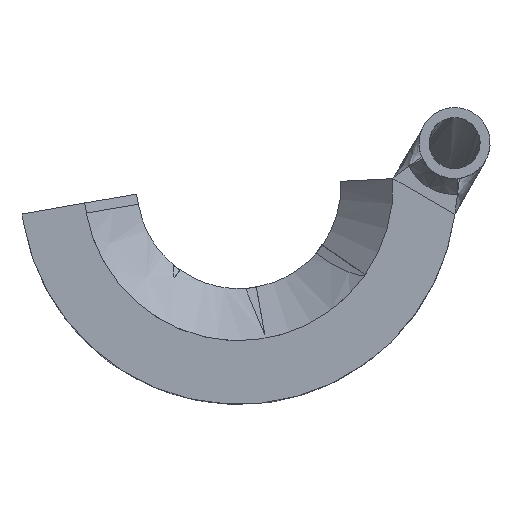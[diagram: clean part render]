
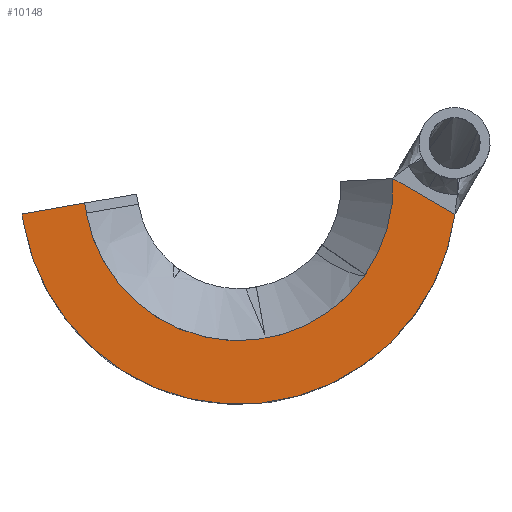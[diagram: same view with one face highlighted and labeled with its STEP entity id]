
A CAD part, top view. The second image highlights one B-rep face of the part: STEP entity #10148.
In plain terms, the highlighted planar face has unit normal (0, 0, 1).
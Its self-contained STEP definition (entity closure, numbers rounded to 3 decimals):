
#4450 = CYLINDRICAL_SURFACE('',#4451,15.117);
#4451 = AXIS2_PLACEMENT_3D('',#4452,#4453,#4454);
#4452 = CARTESIAN_POINT('',(-0.03,0.302,-10.));
#4453 = DIRECTION('',(0.,0.,1.));
#4454 = DIRECTION('',(-0.866,0.5,0.));
#4837 = CYLINDRICAL_SURFACE('',#4838,21.338);
#4838 = AXIS2_PLACEMENT_3D('',#4839,#4840,#4841);
#4839 = CARTESIAN_POINT('',(-0.03,0.302,-10.));
#4840 = DIRECTION('',(0.,0.,1.));
#4841 = DIRECTION('',(-0.866,0.5,0.));
#5845 = VERTEX_POINT('',#5846);
#5846 = CARTESIAN_POINT('',(15.069,1.054,-10.));
#5957 = VERTEX_POINT('',#5958);
#5958 = CARTESIAN_POINT('',(-14.917,-2.323,-10.));
#5972 = PLANE('',#5973);
#5973 = AXIS2_PLACEMENT_3D('',#5974,#5975,#5976);
#5974 = CARTESIAN_POINT('',(-14.917,-2.323,-19.));
#5975 = DIRECTION('',(0.985,0.174,0.));
#5976 = DIRECTION('',(0.,0.,1.));
#5984 = EDGE_CURVE('',#5845,#5957,#5985,.T.);
#5985 = SURFACE_CURVE('',#5986,(#5991,#5998),.PCURVE_S1.);
#5986 = CIRCLE('',#5987,15.117);
#5987 = AXIS2_PLACEMENT_3D('',#5988,#5989,#5990);
#5988 = CARTESIAN_POINT('',(-0.03,0.302,-10.));
#5989 = DIRECTION('',(0.,0.,-1.));
#5990 = DIRECTION('',(-0.866,0.5,0.));
#5991 = PCURVE('',#4450,#5992);
#5992 = DEFINITIONAL_REPRESENTATION('',(#5993),#5997);
#5993 = LINE('',#5994,#5995);
#5994 = CARTESIAN_POINT('',(-0.,0.));
#5995 = VECTOR('',#5996,1.);
#5996 = DIRECTION('',(-1.,0.));
#5997 = ( GEOMETRIC_REPRESENTATION_CONTEXT(2) 
PARAMETRIC_REPRESENTATION_CONTEXT() REPRESENTATION_CONTEXT('2D SPACE',''
  ) );
#5998 = PCURVE('',#5999,#6004);
#5999 = PLANE('',#6000);
#6000 = AXIS2_PLACEMENT_3D('',#6001,#6002,#6003);
#6001 = CARTESIAN_POINT('',(0.32,-10.139,-10.));
#6002 = DIRECTION('',(0.,0.,1.));
#6003 = DIRECTION('',(1.,0.,0.));
#6004 = DEFINITIONAL_REPRESENTATION('',(#6005),#6013);
#6005 = ( BOUNDED_CURVE() B_SPLINE_CURVE(2,(#6006,#6007,#6008,#6009,
#6010,#6011,#6012),.UNSPECIFIED.,.T.,.F.) B_SPLINE_CURVE_WITH_KNOTS((1,2
    ,2,2,2,1),(-2.094,0.,2.094,4.189,
6.283,8.378),.UNSPECIFIED.) CURVE() 
GEOMETRIC_REPRESENTATION_ITEM() RATIONAL_B_SPLINE_CURVE((1.,0.5,1.,0.5,
1.,0.5,1.)) REPRESENTATION_ITEM('') );
#6006 = CARTESIAN_POINT('',(-13.441,18.));
#6007 = CARTESIAN_POINT('',(-0.349,40.676));
#6008 = CARTESIAN_POINT('',(12.742,18.));
#6009 = CARTESIAN_POINT('',(25.834,-4.676));
#6010 = CARTESIAN_POINT('',(-0.349,-4.676));
#6011 = CARTESIAN_POINT('',(-26.533,-4.676));
#6012 = CARTESIAN_POINT('',(-13.441,18.));
#6013 = ( GEOMETRIC_REPRESENTATION_CONTEXT(2) 
PARAMETRIC_REPRESENTATION_CONTEXT() REPRESENTATION_CONTEXT('2D SPACE',''
  ) );
#7382 = VERTEX_POINT('',#7383);
#7383 = CARTESIAN_POINT('',(21.131,-2.446,-10.));
#7595 = VERTEX_POINT('',#7596);
#7596 = CARTESIAN_POINT('',(-21.044,-3.403,-10.));
#7610 = PLANE('',#7611);
#7611 = AXIS2_PLACEMENT_3D('',#7612,#7613,#7614);
#7612 = CARTESIAN_POINT('',(-21.044,-3.403,-10.));
#7613 = DIRECTION('',(-0.985,-0.174,0.));
#7614 = DIRECTION('',(0.,0.,-1.));
#7622 = EDGE_CURVE('',#7382,#7595,#7623,.T.);
#7623 = SURFACE_CURVE('',#7624,(#7629,#7636),.PCURVE_S1.);
#7624 = CIRCLE('',#7625,21.338);
#7625 = AXIS2_PLACEMENT_3D('',#7626,#7627,#7628);
#7626 = CARTESIAN_POINT('',(-0.03,0.302,-10.));
#7627 = DIRECTION('',(0.,0.,-1.));
#7628 = DIRECTION('',(-0.866,0.5,0.));
#7629 = PCURVE('',#4837,#7630);
#7630 = DEFINITIONAL_REPRESENTATION('',(#7631),#7635);
#7631 = LINE('',#7632,#7633);
#7632 = CARTESIAN_POINT('',(-0.,0.));
#7633 = VECTOR('',#7634,1.);
#7634 = DIRECTION('',(-1.,0.));
#7635 = ( GEOMETRIC_REPRESENTATION_CONTEXT(2) 
PARAMETRIC_REPRESENTATION_CONTEXT() REPRESENTATION_CONTEXT('2D SPACE',''
  ) );
#7636 = PCURVE('',#5999,#7637);
#7637 = DEFINITIONAL_REPRESENTATION('',(#7638),#7646);
#7638 = ( BOUNDED_CURVE() B_SPLINE_CURVE(2,(#7639,#7640,#7641,#7642,
#7643,#7644,#7645),.UNSPECIFIED.,.T.,.F.) B_SPLINE_CURVE_WITH_KNOTS((1,2
    ,2,2,2,1),(-2.094,0.,2.094,4.189,
6.283,8.378),.UNSPECIFIED.) CURVE() 
GEOMETRIC_REPRESENTATION_ITEM() RATIONAL_B_SPLINE_CURVE((1.,0.5,1.,0.5,
1.,0.5,1.)) REPRESENTATION_ITEM('') );
#7639 = CARTESIAN_POINT('',(-18.829,21.11));
#7640 = CARTESIAN_POINT('',(-0.349,53.118));
#7641 = CARTESIAN_POINT('',(18.13,21.11));
#7642 = CARTESIAN_POINT('',(36.61,-10.897));
#7643 = CARTESIAN_POINT('',(-0.349,-10.897));
#7644 = CARTESIAN_POINT('',(-37.309,-10.897));
#7645 = CARTESIAN_POINT('',(-18.829,21.11));
#7646 = ( GEOMETRIC_REPRESENTATION_CONTEXT(2) 
PARAMETRIC_REPRESENTATION_CONTEXT() REPRESENTATION_CONTEXT('2D SPACE',''
  ) );
#7826 = PLANE('',#7827);
#7827 = AXIS2_PLACEMENT_3D('',#7828,#7829,#7830);
#7828 = CARTESIAN_POINT('',(-16.452,-1.578,
    -17.732));
#7829 = DIRECTION('',(-0.174,0.985,0.)
  );
#7830 = DIRECTION('',(0.985,0.174,0.));
#8503 = B_SPLINE_SURFACE_WITH_KNOTS('',7,1,(
    (#8504,#8505)
    ,(#8506,#8507)
    ,(#8508,#8509)
    ,(#8510,#8511)
    ,(#8512,#8513)
    ,(#8514,#8515)
    ,(#8516,#8517)
    ,(#8518,#8519
    )),.UNSPECIFIED.,.F.,.F.,.F.,(8,8),(2,2),(0.,7.),(0.,1.),
  .PIECEWISE_BEZIER_KNOTS.);
#8504 = CARTESIAN_POINT('',(17.881,3.191,-10.));
#8505 = CARTESIAN_POINT('',(15.069,1.054,-10.));
#8506 = CARTESIAN_POINT('',(18.128,2.583,-10.));
#8507 = CARTESIAN_POINT('',(15.935,0.554,-10.));
#8508 = CARTESIAN_POINT('',(18.509,2.03,-10.));
#8509 = CARTESIAN_POINT('',(16.801,0.054,-10.));
#8510 = CARTESIAN_POINT('',(19.01,1.566,-10.));
#8511 = CARTESIAN_POINT('',(17.667,-0.446,-10.));
#8512 = CARTESIAN_POINT('',(19.604,1.223,-10.));
#8513 = CARTESIAN_POINT('',(18.533,-0.946,-10.));
#8514 = CARTESIAN_POINT('',(20.256,1.021,-10.));
#8515 = CARTESIAN_POINT('',(19.399,-1.446,-10.));
#8516 = CARTESIAN_POINT('',(20.926,0.968,-10.));
#8517 = CARTESIAN_POINT('',(20.265,-1.946,-10.));
#8518 = CARTESIAN_POINT('',(21.576,1.058,-10.));
#8519 = CARTESIAN_POINT('',(21.131,-2.446,-10.));
#8556 = VERTEX_POINT('',#8557);
#8557 = CARTESIAN_POINT('',(-15.091,-1.338,-10.));
#8578 = EDGE_CURVE('',#5957,#8556,#8579,.T.);
#8579 = SURFACE_CURVE('',#8580,(#8584,#8591),.PCURVE_S1.);
#8580 = LINE('',#8581,#8582);
#8581 = CARTESIAN_POINT('',(-14.917,-2.323,-10.));
#8582 = VECTOR('',#8583,1.);
#8583 = DIRECTION('',(-0.174,0.985,0.));
#8584 = PCURVE('',#5972,#8585);
#8585 = DEFINITIONAL_REPRESENTATION('',(#8586),#8590);
#8586 = LINE('',#8587,#8588);
#8587 = CARTESIAN_POINT('',(9.,0.));
#8588 = VECTOR('',#8589,1.);
#8589 = DIRECTION('',(0.,-1.));
#8590 = ( GEOMETRIC_REPRESENTATION_CONTEXT(2) 
PARAMETRIC_REPRESENTATION_CONTEXT() REPRESENTATION_CONTEXT('2D SPACE',''
  ) );
#8591 = PCURVE('',#5999,#8592);
#8592 = DEFINITIONAL_REPRESENTATION('',(#8593),#8597);
#8593 = LINE('',#8594,#8595);
#8594 = CARTESIAN_POINT('',(-15.237,7.816));
#8595 = VECTOR('',#8596,1.);
#8596 = DIRECTION('',(-0.174,0.985));
#8597 = ( GEOMETRIC_REPRESENTATION_CONTEXT(2) 
PARAMETRIC_REPRESENTATION_CONTEXT() REPRESENTATION_CONTEXT('2D SPACE',''
  ) );
#9215 = EDGE_CURVE('',#7595,#9216,#9218,.T.);
#9216 = VERTEX_POINT('',#9217);
#9217 = CARTESIAN_POINT('',(-21.218,-2.418,-10.));
#9218 = SURFACE_CURVE('',#9219,(#9223,#9230),.PCURVE_S1.);
#9219 = LINE('',#9220,#9221);
#9220 = CARTESIAN_POINT('',(-21.044,-3.403,-10.));
#9221 = VECTOR('',#9222,1.);
#9222 = DIRECTION('',(-0.174,0.985,0.));
#9223 = PCURVE('',#7610,#9224);
#9224 = DEFINITIONAL_REPRESENTATION('',(#9225),#9229);
#9225 = LINE('',#9226,#9227);
#9226 = CARTESIAN_POINT('',(0.,0.));
#9227 = VECTOR('',#9228,1.);
#9228 = DIRECTION('',(0.,-1.));
#9229 = ( GEOMETRIC_REPRESENTATION_CONTEXT(2) 
PARAMETRIC_REPRESENTATION_CONTEXT() REPRESENTATION_CONTEXT('2D SPACE',''
  ) );
#9230 = PCURVE('',#5999,#9231);
#9231 = DEFINITIONAL_REPRESENTATION('',(#9232),#9236);
#9232 = LINE('',#9233,#9234);
#9233 = CARTESIAN_POINT('',(-21.364,6.736));
#9234 = VECTOR('',#9235,1.);
#9235 = DIRECTION('',(-0.174,0.985));
#9236 = ( GEOMETRIC_REPRESENTATION_CONTEXT(2) 
PARAMETRIC_REPRESENTATION_CONTEXT() REPRESENTATION_CONTEXT('2D SPACE',''
  ) );
#9755 = EDGE_CURVE('',#5845,#7382,#9756,.T.);
#9756 = SURFACE_CURVE('',#9757,(#9761,#9768),.PCURVE_S1.);
#9757 = LINE('',#9758,#9759);
#9758 = CARTESIAN_POINT('',(15.069,1.054,-10.));
#9759 = VECTOR('',#9760,1.);
#9760 = DIRECTION('',(0.866,-0.5,0.));
#9761 = PCURVE('',#8503,#9762);
#9762 = DEFINITIONAL_REPRESENTATION('',(#9763),#9767);
#9763 = LINE('',#9764,#9765);
#9764 = CARTESIAN_POINT('',(0.,1.));
#9765 = VECTOR('',#9766,1.);
#9766 = DIRECTION('',(1.,0.));
#9767 = ( GEOMETRIC_REPRESENTATION_CONTEXT(2) 
PARAMETRIC_REPRESENTATION_CONTEXT() REPRESENTATION_CONTEXT('2D SPACE',''
  ) );
#9768 = PCURVE('',#5999,#9769);
#9769 = DEFINITIONAL_REPRESENTATION('',(#9770),#9774);
#9770 = LINE('',#9771,#9772);
#9771 = CARTESIAN_POINT('',(14.749,11.193));
#9772 = VECTOR('',#9773,1.);
#9773 = DIRECTION('',(0.866,-0.5));
#9774 = ( GEOMETRIC_REPRESENTATION_CONTEXT(2) 
PARAMETRIC_REPRESENTATION_CONTEXT() REPRESENTATION_CONTEXT('2D SPACE',''
  ) );
#10148 = ADVANCED_FACE('',(#10149),#5999,.T.);
#10149 = FACE_BOUND('',#10150,.T.);
#10150 = EDGE_LOOP('',(#10151,#10152,#10153,#10154,#10175,#10176));
#10151 = ORIENTED_EDGE('',*,*,#9755,.F.);
#10152 = ORIENTED_EDGE('',*,*,#5984,.T.);
#10153 = ORIENTED_EDGE('',*,*,#8578,.T.);
#10154 = ORIENTED_EDGE('',*,*,#10155,.T.);
#10155 = EDGE_CURVE('',#8556,#9216,#10156,.T.);
#10156 = SURFACE_CURVE('',#10157,(#10161,#10168),.PCURVE_S1.);
#10157 = LINE('',#10158,#10159);
#10158 = CARTESIAN_POINT('',(-15.091,-1.338,-10.));
#10159 = VECTOR('',#10160,1.);
#10160 = DIRECTION('',(-0.985,-0.174,0.));
#10161 = PCURVE('',#5999,#10162);
#10162 = DEFINITIONAL_REPRESENTATION('',(#10163),#10167);
#10163 = LINE('',#10164,#10165);
#10164 = CARTESIAN_POINT('',(-15.411,8.801));
#10165 = VECTOR('',#10166,1.);
#10166 = DIRECTION('',(-0.985,-0.174));
#10167 = ( GEOMETRIC_REPRESENTATION_CONTEXT(2) 
PARAMETRIC_REPRESENTATION_CONTEXT() REPRESENTATION_CONTEXT('2D SPACE',''
  ) );
#10168 = PCURVE('',#7826,#10169);
#10169 = DEFINITIONAL_REPRESENTATION('',(#10170),#10174);
#10170 = LINE('',#10171,#10172);
#10171 = CARTESIAN_POINT('',(1.382,-7.732));
#10172 = VECTOR('',#10173,1.);
#10173 = DIRECTION('',(-1.,0.));
#10174 = ( GEOMETRIC_REPRESENTATION_CONTEXT(2) 
PARAMETRIC_REPRESENTATION_CONTEXT() REPRESENTATION_CONTEXT('2D SPACE',''
  ) );
#10175 = ORIENTED_EDGE('',*,*,#9215,.F.);
#10176 = ORIENTED_EDGE('',*,*,#7622,.F.);
